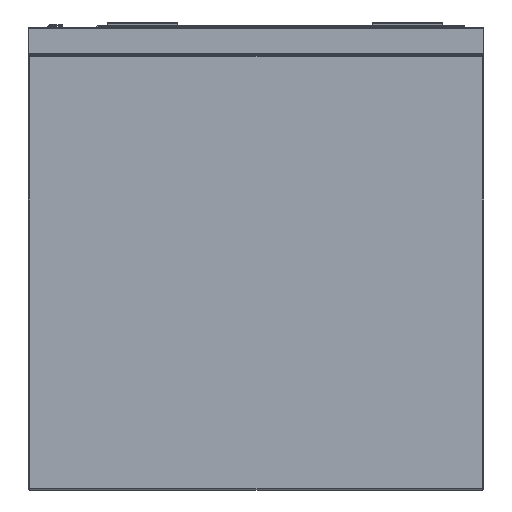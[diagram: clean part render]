
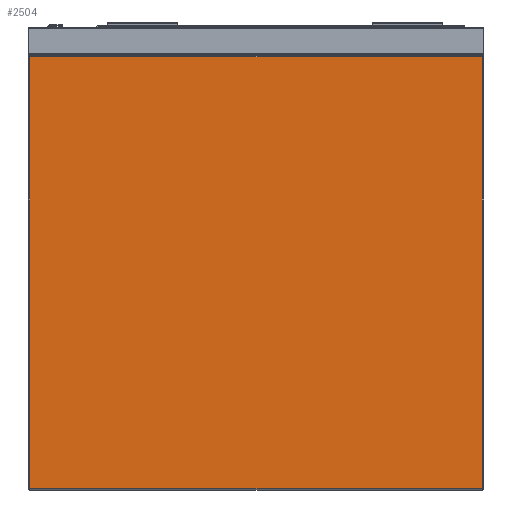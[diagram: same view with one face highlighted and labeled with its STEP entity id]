
A CAD part, left-side view. The second image highlights one B-rep face of the part: STEP entity #2504.
In plain terms, the highlighted planar face has unit normal (-1, 0, 0).
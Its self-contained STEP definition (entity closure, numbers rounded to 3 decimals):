
#407 = AXIS2_PLACEMENT_3D ( 'NONE', #25830, #23056, #31558 ) ;
#1790 = ORIENTED_EDGE ( 'NONE', *, *, #3084, .T. ) ;
#2504 = ADVANCED_FACE ( 'Fl�che7', ( #11823 ), #3525, .T. ) ;
#3084 = EDGE_CURVE ( 'NONE', #8869, #22497, #17084, .T. ) ;
#3525 = PLANE ( 'NONE',  #407 ) ;
#5056 = VECTOR ( 'NONE', #19509, 1000. ) ;
#5647 = CARTESIAN_POINT ( 'NONE',  ( -440., 323., -660. ) ) ;
#5691 = CARTESIAN_POINT ( 'NONE',  ( -440., -325., -658. ) ) ;
#6306 = EDGE_LOOP ( 'NONE', ( #33326, #1790, #25390, #34810 ) ) ;
#6433 = LINE ( 'NONE', #31891, #24666 ) ;
#7020 = EDGE_CURVE ( 'NONE', #22497, #12008, #31651, .T. ) ;
#7720 = CARTESIAN_POINT ( 'NONE',  ( -440., 323., -658. ) ) ;
#8592 = DIRECTION ( 'NONE',  ( 0., 0., -1. ) ) ;
#8603 = CARTESIAN_POINT ( 'NONE',  ( -440., 325., -42. ) ) ;
#8869 = VERTEX_POINT ( 'NONE', #22699 ) ;
#10256 = CARTESIAN_POINT ( 'NONE',  ( -440., 323., -42. ) ) ;
#10468 = EDGE_CURVE ( 'NONE', #20862, #8869, #6433, .T. ) ;
#10643 = DIRECTION ( 'NONE',  ( 0., 1., 0. ) ) ;
#11823 = FACE_OUTER_BOUND ( 'NONE', #6306, .T. ) ;
#11851 = VECTOR ( 'NONE', #10643, 1000. ) ;
#12008 = VERTEX_POINT ( 'NONE', #7720 ) ;
#17084 = LINE ( 'NONE', #8603, #11851 ) ;
#19509 = DIRECTION ( 'NONE',  ( 0., -1., 0. ) ) ;
#20862 = VERTEX_POINT ( 'NONE', #26158 ) ;
#22497 = VERTEX_POINT ( 'NONE', #10256 ) ;
#22699 = CARTESIAN_POINT ( 'NONE',  ( -440., -323., -42. ) ) ;
#23056 = DIRECTION ( 'NONE',  ( -1., 0., 0. ) ) ;
#24666 = VECTOR ( 'NONE', #25442, 1000. ) ;
#25049 = LINE ( 'NONE', #5691, #5056 ) ;
#25390 = ORIENTED_EDGE ( 'NONE', *, *, #7020, .T. ) ;
#25442 = DIRECTION ( 'NONE',  ( 0., 0., 1. ) ) ;
#25830 = CARTESIAN_POINT ( 'NONE',  ( -440., -325., -660. ) ) ;
#26158 = CARTESIAN_POINT ( 'NONE',  ( -440., -323., -658. ) ) ;
#27423 = VECTOR ( 'NONE', #8592, 1000. ) ;
#31558 = DIRECTION ( 'NONE',  ( 0., -1., 0. ) ) ;
#31651 = LINE ( 'NONE', #5647, #27423 ) ;
#31891 = CARTESIAN_POINT ( 'NONE',  ( -440., -323., -660. ) ) ;
#33326 = ORIENTED_EDGE ( 'NONE', *, *, #10468, .T. ) ;
#33515 = EDGE_CURVE ( 'NONE', #12008, #20862, #25049, .T. ) ;
#34810 = ORIENTED_EDGE ( 'NONE', *, *, #33515, .T. ) ;
